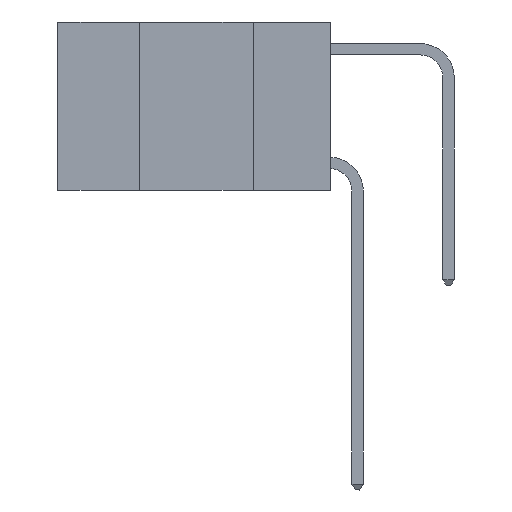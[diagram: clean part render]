
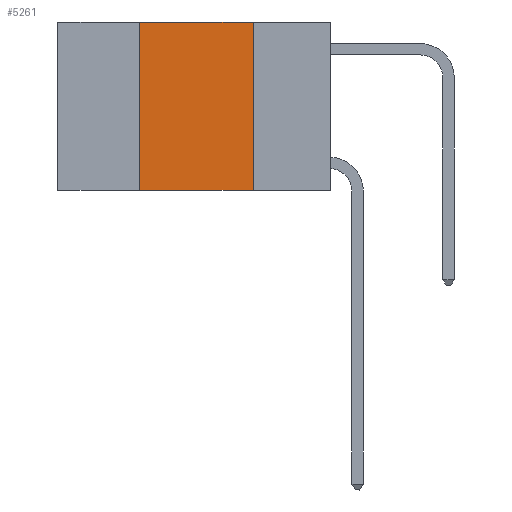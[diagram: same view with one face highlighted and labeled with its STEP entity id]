
A CAD part, left-side view. The second image highlights one B-rep face of the part: STEP entity #5261.
In plain terms, the highlighted planar face has unit normal (-1, 0, 0).
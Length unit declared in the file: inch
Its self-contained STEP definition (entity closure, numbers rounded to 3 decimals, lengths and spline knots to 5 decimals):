
#172 = CARTESIAN_POINT ( 'NONE',  ( 0., 0.6, 0. ) ) ;
#269 = EDGE_CURVE ( 'NONE', #5312, #6183, #10571, .T. ) ;
#1283 = DIRECTION ( 'NONE',  ( 0., 0., -1. ) ) ;
#1801 = VECTOR ( 'NONE', #12129, 39.37008 ) ;
#1985 = EDGE_CURVE ( 'NONE', #5312, #9179, #4159, .T. ) ;
#2171 = VECTOR ( 'NONE', #12565, 39.37008 ) ;
#4159 = LINE ( 'NONE', #13674, #6790 ) ;
#4615 = PLANE ( 'NONE',  #9002 ) ;
#5261 = ADVANCED_FACE ( 'NONE', ( #7417 ), #4615, .F. ) ;
#5312 = VERTEX_POINT ( 'NONE', #5825 ) ;
#5825 = CARTESIAN_POINT ( 'NONE',  ( 0., 0.42, -0.37 ) ) ;
#6183 = VERTEX_POINT ( 'NONE', #6511 ) ;
#6237 = CARTESIAN_POINT ( 'NONE',  ( 0., 0.6, -0.37 ) ) ;
#6511 = CARTESIAN_POINT ( 'NONE',  ( 0., 0.17, -0.37 ) ) ;
#6790 = VECTOR ( 'NONE', #9443, 39.37008 ) ;
#7417 = FACE_OUTER_BOUND ( 'NONE', #8102, .T. ) ;
#7754 = DIRECTION ( 'NONE',  ( 0., -1., 0. ) ) ;
#7984 = DIRECTION ( 'NONE',  ( 1., 0., 0. ) ) ;
#8102 = EDGE_LOOP ( 'NONE', ( #10798, #11904, #11623, #12130 ) ) ;
#9002 = AXIS2_PLACEMENT_3D ( 'NONE', #172, #7984, #1283 ) ;
#9158 = EDGE_CURVE ( 'NONE', #12586, #6183, #10941, .T. ) ;
#9179 = VERTEX_POINT ( 'NONE', #9396 ) ;
#9396 = CARTESIAN_POINT ( 'NONE',  ( 0., 0.42, 0. ) ) ;
#9443 = DIRECTION ( 'NONE',  ( 0., 0., 1. ) ) ;
#10571 = LINE ( 'NONE', #6237, #1801 ) ;
#10798 = ORIENTED_EDGE ( 'NONE', *, *, #9158, .F. ) ;
#10941 = LINE ( 'NONE', #11476, #2171 ) ;
#11236 = VECTOR ( 'NONE', #7754, 39.37008 ) ;
#11320 = EDGE_CURVE ( 'NONE', #9179, #12586, #11569, .T. ) ;
#11476 = CARTESIAN_POINT ( 'NONE',  ( 0., 0.17, 0. ) ) ;
#11569 = LINE ( 'NONE', #13070, #11236 ) ;
#11623 = ORIENTED_EDGE ( 'NONE', *, *, #1985, .F. ) ;
#11904 = ORIENTED_EDGE ( 'NONE', *, *, #11320, .F. ) ;
#12129 = DIRECTION ( 'NONE',  ( 0., -1., 0. ) ) ;
#12130 = ORIENTED_EDGE ( 'NONE', *, *, #269, .T. ) ;
#12565 = DIRECTION ( 'NONE',  ( 0., 0., -1. ) ) ;
#12586 = VERTEX_POINT ( 'NONE', #12849 ) ;
#12849 = CARTESIAN_POINT ( 'NONE',  ( 0., 0.17, 0. ) ) ;
#13070 = CARTESIAN_POINT ( 'NONE',  ( 0., 0.6, 0. ) ) ;
#13674 = CARTESIAN_POINT ( 'NONE',  ( 0., 0.42, 0. ) ) ;
